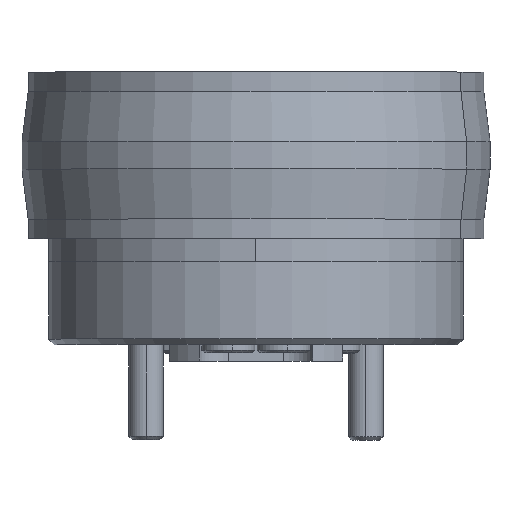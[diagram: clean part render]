
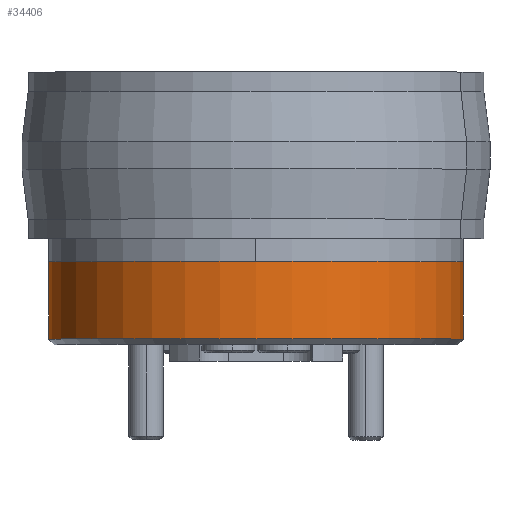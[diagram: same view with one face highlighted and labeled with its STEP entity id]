
A CAD part, top view. The second image highlights one B-rep face of the part: STEP entity #34406.
In plain terms, the highlighted cylindrical face has radius 9.525 mm (diameter 19.05 mm), a partial arc.
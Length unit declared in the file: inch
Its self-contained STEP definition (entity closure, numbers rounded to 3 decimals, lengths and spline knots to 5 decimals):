
#279 = ORIENTED_EDGE ( 'NONE', *, *, #14538, .T. ) ;
#377 = DIRECTION ( 'NONE',  ( 0., 1., 0. ) ) ;
#505 = VERTEX_POINT ( 'NONE', #23757 ) ;
#4015 = DIRECTION ( 'NONE',  ( 0., 1., 0. ) ) ;
#4283 = LINE ( 'NONE', #29968, #35209 ) ;
#5039 = EDGE_CURVE ( 'NONE', #23062, #12296, #33138, .T. ) ;
#5894 = CIRCLE ( 'NONE', #21705, 0.375 ) ;
#8245 = CIRCLE ( 'NONE', #17561, 0.375 ) ;
#8406 = EDGE_CURVE ( 'NONE', #505, #24123, #4283, .T. ) ;
#8755 = DIRECTION ( 'NONE',  ( 0., -1., 0. ) ) ;
#9941 = CARTESIAN_POINT ( 'NONE',  ( 0., -0.354, 0. ) ) ;
#12296 = VERTEX_POINT ( 'NONE', #25760 ) ;
#13935 = ORIENTED_EDGE ( 'NONE', *, *, #8406, .T. ) ;
#14538 = EDGE_CURVE ( 'NONE', #24123, #12296, #5894, .T. ) ;
#15045 = EDGE_LOOP ( 'NONE', ( #31040, #13935, #279, #18727 ) ) ;
#16345 = CARTESIAN_POINT ( 'NONE',  ( -0.375, -0.314, 0. ) ) ;
#17561 = AXIS2_PLACEMENT_3D ( 'NONE', #26936, #26801, #30032 ) ;
#18621 = DIRECTION ( 'NONE',  ( -1., 0., 0. ) ) ;
#18727 = ORIENTED_EDGE ( 'NONE', *, *, #5039, .F. ) ;
#21705 = AXIS2_PLACEMENT_3D ( 'NONE', #23817, #8755, #26854 ) ;
#22848 = VECTOR ( 'NONE', #24864, 39.37008 ) ;
#23062 = VERTEX_POINT ( 'NONE', #16345 ) ;
#23757 = CARTESIAN_POINT ( 'NONE',  ( 0.375, -0.314, 0. ) ) ;
#23817 = CARTESIAN_POINT ( 'NONE',  ( 0., -0.174, 0. ) ) ;
#24123 = VERTEX_POINT ( 'NONE', #30231 ) ;
#24333 = CARTESIAN_POINT ( 'NONE',  ( -0.375, -0.354, 0. ) ) ;
#24864 = DIRECTION ( 'NONE',  ( 0., 1., 0. ) ) ;
#25223 = AXIS2_PLACEMENT_3D ( 'NONE', #9941, #4015, #18621 ) ;
#25384 = FACE_OUTER_BOUND ( 'NONE', #15045, .T. ) ;
#25733 = EDGE_CURVE ( 'NONE', #23062, #505, #8245, .T. ) ;
#25760 = CARTESIAN_POINT ( 'NONE',  ( -0.375, -0.174, 0. ) ) ;
#26801 = DIRECTION ( 'NONE',  ( 0., 1., 0. ) ) ;
#26854 = DIRECTION ( 'NONE',  ( 1., 0., 0. ) ) ;
#26936 = CARTESIAN_POINT ( 'NONE',  ( 0., -0.314, 0. ) ) ;
#28654 = CYLINDRICAL_SURFACE ( 'NONE', #25223, 0.375 ) ;
#29968 = CARTESIAN_POINT ( 'NONE',  ( 0.375, -0.354, 0. ) ) ;
#30032 = DIRECTION ( 'NONE',  ( 1., 0., 0. ) ) ;
#30231 = CARTESIAN_POINT ( 'NONE',  ( 0.375, -0.174, 0. ) ) ;
#31040 = ORIENTED_EDGE ( 'NONE', *, *, #25733, .T. ) ;
#33138 = LINE ( 'NONE', #24333, #22848 ) ;
#34406 = ADVANCED_FACE ( 'NONE', ( #25384 ), #28654, .T. ) ;
#35209 = VECTOR ( 'NONE', #377, 39.37008 ) ;
